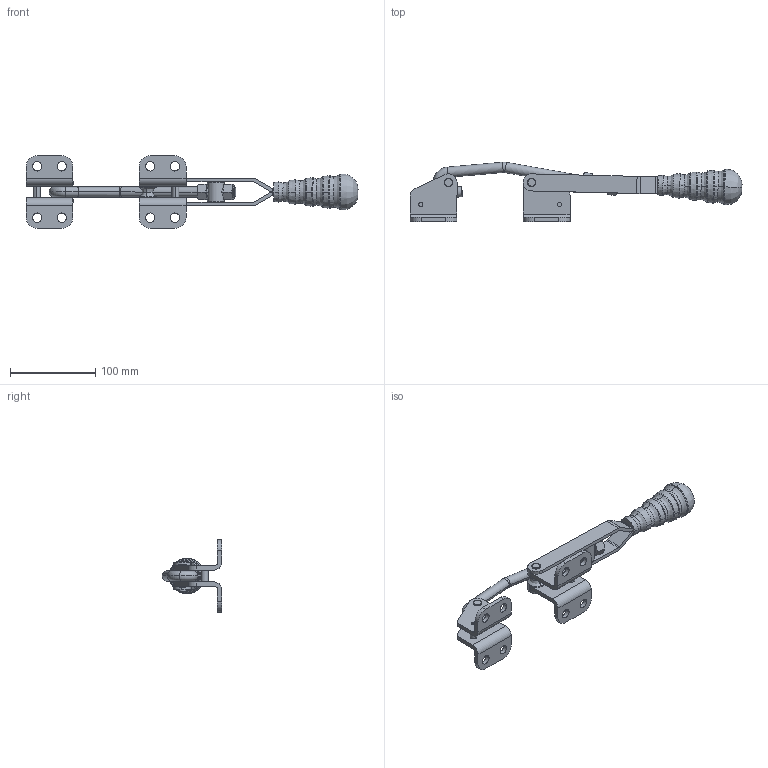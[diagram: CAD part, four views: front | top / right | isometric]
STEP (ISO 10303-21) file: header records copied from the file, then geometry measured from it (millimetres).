
FILE_DESCRIPTION((''),'2;1');
FILE_NAME('415A.0.stp','2005-09-01T11:52:13',('CAD'),(''),'Autodesk Inventor 8','Autodesk Inventor 8','');
FILE_SCHEMA(('AUTOMOTIVE_DESIGN { 1 0 10303 214 1 1 1 1 }'));
Length unit declared in the file: millimetre
Products named in the file (1): Part46
Bounding box: 388.57 x 69.74 x 85 mm (x, y, z)
Volume: 225536.5 mm3; surface area: 77146.4 mm2
Topology: 2 solids, 5 shells, 306 faces, 799 edges, 497 vertices
Faces by surface type: cylinder 81, bspline 74, plane 69, cone 58, torus 24
Entity records: 10690 total; most frequent: CARTESIAN_POINT 3185, DIRECTION 1631, ORIENTED_EDGE 1590, EDGE_CURVE 795, AXIS2_PLACEMENT_3D 665, VERTEX_POINT 497, CIRCLE 432, EDGE_LOOP 345
